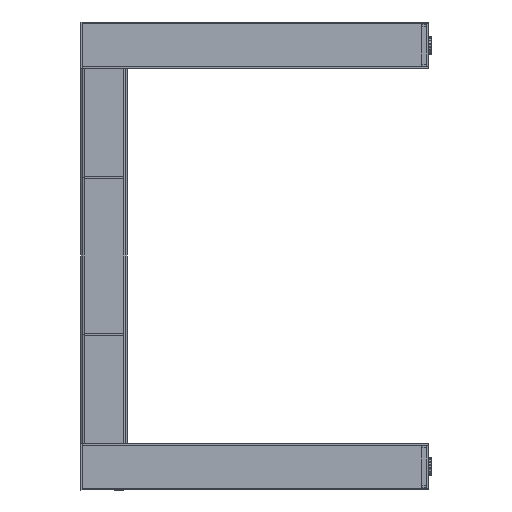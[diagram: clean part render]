
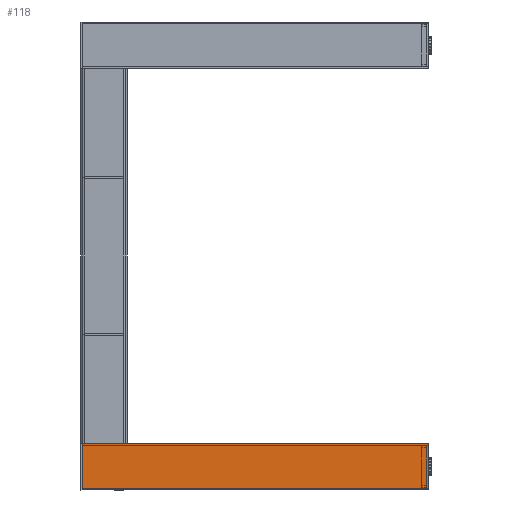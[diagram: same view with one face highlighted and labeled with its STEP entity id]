
A CAD part, left-side view. The second image highlights one B-rep face of the part: STEP entity #118.
In plain terms, the highlighted planar face has unit normal (-1, 0, 0).
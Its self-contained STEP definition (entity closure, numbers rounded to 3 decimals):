
#98 = CARTESIAN_POINT ( 'NONE',  ( -50., 740., 50. ) ) ;
#118 = ADVANCED_FACE ( 'NONE', ( #6329 ), #1306, .F. ) ;
#187 = EDGE_CURVE ( 'NONE', #7385, #3438, #5459, .T. ) ;
#599 = ORIENTED_EDGE ( 'NONE', *, *, #187, .F. ) ;
#620 = CARTESIAN_POINT ( 'NONE',  ( -50., 0., -50. ) ) ;
#741 = ORIENTED_EDGE ( 'NONE', *, *, #4471, .T. ) ;
#1306 = PLANE ( 'NONE',  #1798 ) ;
#1310 = CARTESIAN_POINT ( 'NONE',  ( -50., 740., -50. ) ) ;
#1798 = AXIS2_PLACEMENT_3D ( 'NONE', #98, #5307, #3593 ) ;
#2446 = CARTESIAN_POINT ( 'NONE',  ( -50., 0., 50. ) ) ;
#2466 = DIRECTION ( 'NONE',  ( 0., 0., 1. ) ) ;
#2709 = VECTOR ( 'NONE', #7081, 1000. ) ;
#3104 = CARTESIAN_POINT ( 'NONE',  ( -50., 740., 50. ) ) ;
#3196 = VECTOR ( 'NONE', #3508, 1000. ) ;
#3438 = VERTEX_POINT ( 'NONE', #5222 ) ;
#3467 = LINE ( 'NONE', #7074, #3196 ) ;
#3508 = DIRECTION ( 'NONE',  ( 0., 0., 1. ) ) ;
#3593 = DIRECTION ( 'NONE',  ( 0., 0., -1. ) ) ;
#4471 = EDGE_CURVE ( 'NONE', #7385, #6808, #4809, .T. ) ;
#4809 = LINE ( 'NONE', #1310, #6647 ) ;
#5222 = CARTESIAN_POINT ( 'NONE',  ( -50., 740., 50. ) ) ;
#5307 = DIRECTION ( 'NONE',  ( 1., 0., 0. ) ) ;
#5383 = LINE ( 'NONE', #3104, #2709 ) ;
#5385 = CARTESIAN_POINT ( 'NONE',  ( -50., 740., 50. ) ) ;
#5459 = LINE ( 'NONE', #5385, #5534 ) ;
#5534 = VECTOR ( 'NONE', #2466, 1000. ) ;
#5577 = VERTEX_POINT ( 'NONE', #2446 ) ;
#5920 = DIRECTION ( 'NONE',  ( 0., -1., 0. ) ) ;
#6255 = ORIENTED_EDGE ( 'NONE', *, *, #6554, .F. ) ;
#6329 = FACE_OUTER_BOUND ( 'NONE', #6571, .T. ) ;
#6554 = EDGE_CURVE ( 'NONE', #3438, #5577, #5383, .T. ) ;
#6567 = CARTESIAN_POINT ( 'NONE',  ( -50., 740., -50. ) ) ;
#6571 = EDGE_LOOP ( 'NONE', ( #7051, #6255, #599, #741 ) ) ;
#6647 = VECTOR ( 'NONE', #5920, 1000. ) ;
#6808 = VERTEX_POINT ( 'NONE', #620 ) ;
#6937 = EDGE_CURVE ( 'NONE', #6808, #5577, #3467, .T. ) ;
#7051 = ORIENTED_EDGE ( 'NONE', *, *, #6937, .T. ) ;
#7074 = CARTESIAN_POINT ( 'NONE',  ( -50., 0., 50. ) ) ;
#7081 = DIRECTION ( 'NONE',  ( 0., -1., 0. ) ) ;
#7385 = VERTEX_POINT ( 'NONE', #6567 ) ;
